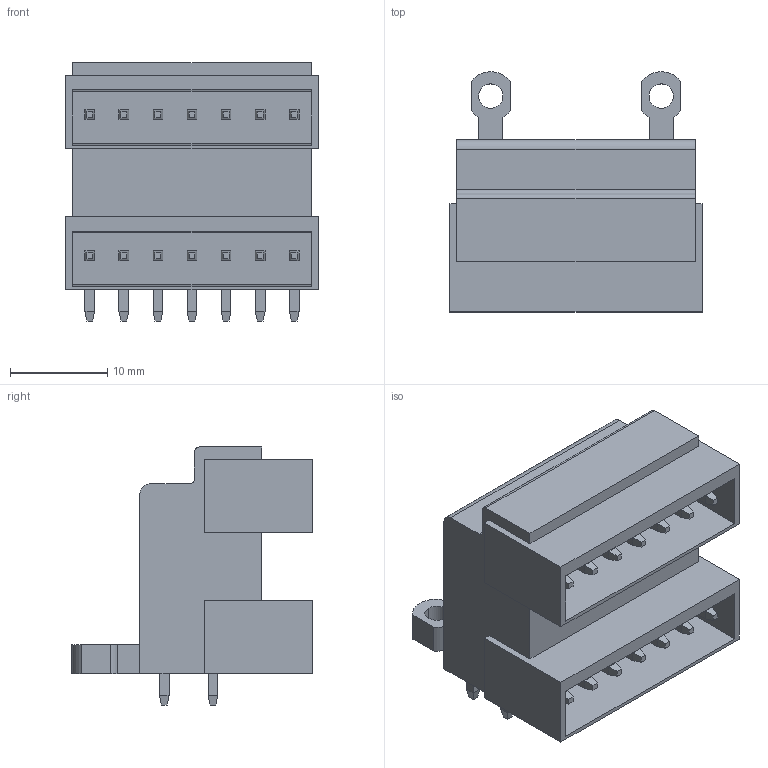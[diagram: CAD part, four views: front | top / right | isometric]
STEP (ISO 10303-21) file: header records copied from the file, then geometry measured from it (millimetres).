
FILE_DESCRIPTION(('CATIA V5 STEP Exchange','CAx-IF Rec.Pracs.--- Model Styling and Organization---1.4--- 2014-01-23'),'2;1');
FILE_NAME ('D1488740_0_1245760000_1245760000.stp','2021-06-07T08:02:25+00:00',('none'),('Weidmueller'),'CATIA Version 5-6 Release 2016 SP3 HF44','CATIA V5 STEP AP214','none');
FILE_SCHEMA(('AUTOMOTIVE_DESIGN { 1 0 10303 214 1 1 1 1 }'));
Length unit declared in the file: millimetre
Products named in the file (1): 1245760000
Bounding box: 25.9 x 24.7 x 26.5 mm (x, y, z)
Volume: 6822.4 mm3; surface area: 6461.1 mm2
Topology: 15 solids, 15 shells, 365 faces, 887 edges, 554 vertices
Faces by surface type: plane 350, cylinder 15
Entity records: 10397 total; most frequent: ORIENTED_EDGE 1774, CARTESIAN_POINT 1734, DIRECTION 1471, EDGE_CURVE 887, VECTOR 857, LINE 857, VERTEX_POINT 554, EDGE_LOOP 399
